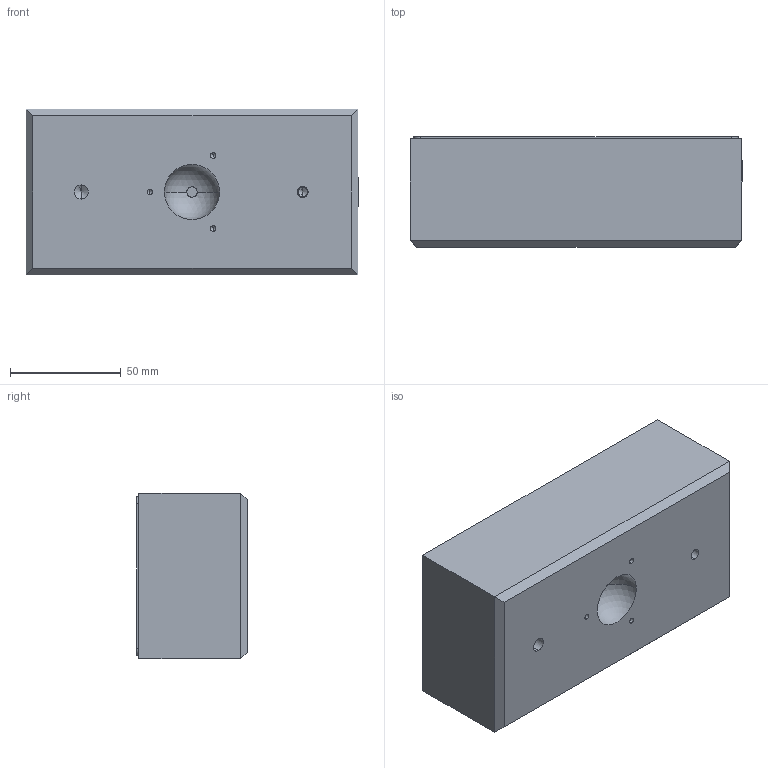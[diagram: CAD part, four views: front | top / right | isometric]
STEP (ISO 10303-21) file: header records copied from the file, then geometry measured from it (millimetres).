
FILE_DESCRIPTION (( 'STEP AP203' ), '1' );
FILE_NAME ('S127501-CM.STEP', '2011-07-29T20:22:55', ( 'john' ), ( 'Microsoft' ), 'SwSTEP 2.0', 'SolidWorks 2009', '' );
FILE_SCHEMA (( 'CONFIG_CONTROL_DESIGN' ));
Length unit declared in the file: millimetre
Products named in the file (1): S127501-CM
Bounding box: 150 x 49.96 x 75 mm (x, y, z)
Volume: 554414.6 mm3; surface area: 45450.3 mm2
Topology: 1 solids, 1 shells, 54 faces, 128 edges, 74 vertices
Faces by surface type: cylinder 22, plane 18, cone 12, sphere 2
Entity records: 1597 total; most frequent: CARTESIAN_POINT 307, DIRECTION 268, ORIENTED_EDGE 232, EDGE_CURVE 116, AXIS2_PLACEMENT_3D 101, VERTEX_POINT 74, VECTOR 66, LINE 66
